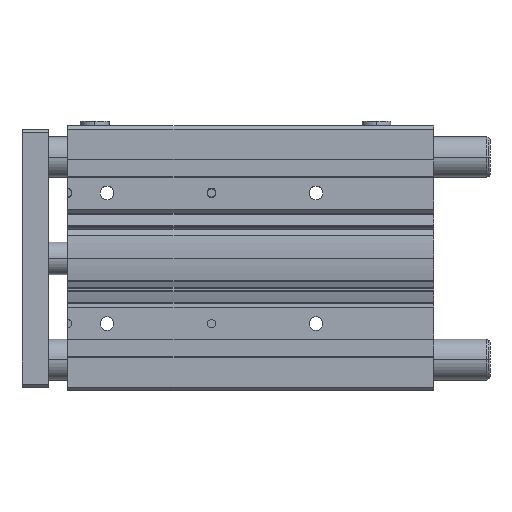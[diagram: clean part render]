
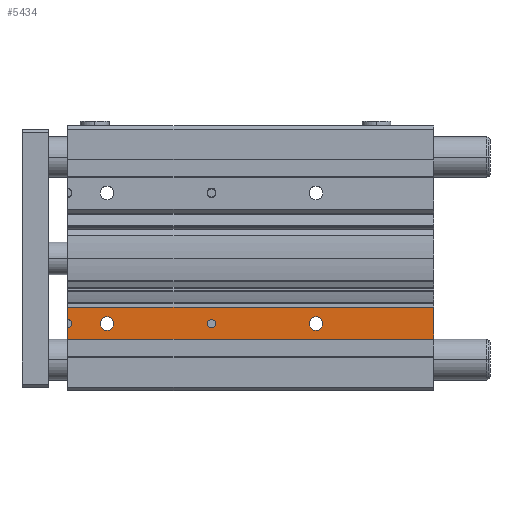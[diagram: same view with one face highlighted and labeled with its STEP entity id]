
A CAD part, top view. The second image highlights one B-rep face of the part: STEP entity #5434.
In plain terms, the highlighted planar face has unit normal (0, 0, 1).
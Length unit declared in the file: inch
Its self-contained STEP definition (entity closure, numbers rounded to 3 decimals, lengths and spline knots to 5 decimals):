
#91 = DIRECTION ( 'NONE',  ( 1., 0., 0. ) ) ;
#167 = CARTESIAN_POINT ( 'NONE',  ( 1.10976, -1.5748, 1.53543 ) ) ;
#425 = DIRECTION ( 'NONE',  ( 1., 0., 0. ) ) ;
#603 = VERTEX_POINT ( 'NONE', #7767 ) ;
#786 = LINE ( 'NONE', #12967, #11544 ) ;
#802 = AXIS2_PLACEMENT_3D ( 'NONE', #13002, #13140, #5277 ) ;
#821 = LINE ( 'NONE', #9739, #5964 ) ;
#1189 = ORIENTED_EDGE ( 'NONE', *, *, #10232, .T. ) ;
#1237 = CARTESIAN_POINT ( 'NONE',  ( 8.8189, -1.18169, 1.53543 ) ) ;
#1319 = DIRECTION ( 'NONE',  ( 0., -1., 0. ) ) ;
#1344 = VERTEX_POINT ( 'NONE', #1427 ) ;
#1408 = EDGE_CURVE ( 'NONE', #2173, #1344, #4905, .T. ) ;
#1427 = CARTESIAN_POINT ( 'NONE',  ( 0., -1.18169, 1.53543 ) ) ;
#1498 = ORIENTED_EDGE ( 'NONE', *, *, #6925, .F. ) ;
#1499 = VERTEX_POINT ( 'NONE', #1616 ) ;
#1616 = CARTESIAN_POINT ( 'NONE',  ( 3.36614, -1.5748, 1.53543 ) ) ;
#1658 = VERTEX_POINT ( 'NONE', #4426 ) ;
#1697 = EDGE_LOOP ( 'NONE', ( #2640, #1498, #5425, #1189, #12469, #5584, #3058 ) ) ;
#1741 = AXIS2_PLACEMENT_3D ( 'NONE', #4498, #9987, #12254 ) ;
#2054 = VERTEX_POINT ( 'NONE', #167 ) ;
#2173 = VERTEX_POINT ( 'NONE', #8199 ) ;
#2436 = CIRCLE ( 'NONE', #802, 0.16488 ) ;
#2578 = LINE ( 'NONE', #4837, #13576 ) ;
#2640 = ORIENTED_EDGE ( 'NONE', *, *, #9719, .T. ) ;
#2785 = ORIENTED_EDGE ( 'NONE', *, *, #6876, .F. ) ;
#3058 = ORIENTED_EDGE ( 'NONE', *, *, #1408, .T. ) ;
#3093 = CARTESIAN_POINT ( 'NONE',  ( 6.14913, -1.5748, 1.53543 ) ) ;
#3159 = AXIS2_PLACEMENT_3D ( 'NONE', #1237, #13358, #1319 ) ;
#3171 = AXIS2_PLACEMENT_3D ( 'NONE', #9214, #8399, #3719 ) ;
#3391 = CIRCLE ( 'NONE', #13406, 0.16488 ) ;
#3580 = DIRECTION ( 'NONE',  ( 0., 0., 1. ) ) ;
#3719 = DIRECTION ( 'NONE',  ( 1., 0., 0. ) ) ;
#3722 = EDGE_CURVE ( 'NONE', #13879, #2054, #7262, .T. ) ;
#3793 = DIRECTION ( 'NONE',  ( -1., 0., 0. ) ) ;
#3838 = VECTOR ( 'NONE', #3793, 39.37008 ) ;
#4098 = DIRECTION ( 'NONE',  ( 0., 0., 1. ) ) ;
#4175 = EDGE_CURVE ( 'NONE', #2054, #13879, #3391, .T. ) ;
#4423 = VERTEX_POINT ( 'NONE', #7665 ) ;
#4426 = CARTESIAN_POINT ( 'NONE',  ( 3.56299, -1.5748, 1.53543 ) ) ;
#4459 = FACE_BOUND ( 'NONE', #12453, .T. ) ;
#4498 = CARTESIAN_POINT ( 'NONE',  ( 3.46457, -1.5748, 1.53543 ) ) ;
#4784 = EDGE_CURVE ( 'NONE', #9036, #603, #2436, .T. ) ;
#4837 = CARTESIAN_POINT ( 'NONE',  ( 8.8189, -1.94882, 1.53543 ) ) ;
#4905 = LINE ( 'NONE', #9360, #3838 ) ;
#5277 = DIRECTION ( 'NONE',  ( 1., 0., 0. ) ) ;
#5425 = ORIENTED_EDGE ( 'NONE', *, *, #9330, .F. ) ;
#5434 = ADVANCED_FACE ( 'NONE', ( #7892, #10076, #4459, #11255 ), #8920, .F. ) ;
#5543 = CARTESIAN_POINT ( 'NONE',  ( 0., -1.5748, 1.53543 ) ) ;
#5584 = ORIENTED_EDGE ( 'NONE', *, *, #12463, .F. ) ;
#5860 = DIRECTION ( 'NONE',  ( 0., -1., 0. ) ) ;
#5964 = VECTOR ( 'NONE', #14177, 39.37008 ) ;
#6032 = CARTESIAN_POINT ( 'NONE',  ( 0.78, -1.5748, 1.53543 ) ) ;
#6173 = CIRCLE ( 'NONE', #8044, 0.09843 ) ;
#6341 = CIRCLE ( 'NONE', #7264, 0.09843 ) ;
#6439 = DIRECTION ( 'NONE',  ( 1., 0., 0. ) ) ;
#6876 = EDGE_CURVE ( 'NONE', #1499, #1658, #13843, .T. ) ;
#6925 = EDGE_CURVE ( 'NONE', #4423, #7307, #6173, .T. ) ;
#7023 = LINE ( 'NONE', #11471, #11632 ) ;
#7262 = CIRCLE ( 'NONE', #10996, 0.16488 ) ;
#7264 = AXIS2_PLACEMENT_3D ( 'NONE', #8626, #4098, #6439 ) ;
#7307 = VERTEX_POINT ( 'NONE', #13248 ) ;
#7665 = CARTESIAN_POINT ( 'NONE',  ( 0.09843, -1.5748, 1.53543 ) ) ;
#7767 = CARTESIAN_POINT ( 'NONE',  ( 5.81937, -1.5748, 1.53543 ) ) ;
#7892 = FACE_BOUND ( 'NONE', #8669, .T. ) ;
#8000 = EDGE_CURVE ( 'NONE', #12151, #11476, #2578, .T. ) ;
#8044 = AXIS2_PLACEMENT_3D ( 'NONE', #5543, #12173, #8679 ) ;
#8191 = DIRECTION ( 'NONE',  ( -1., 0., 0. ) ) ;
#8199 = CARTESIAN_POINT ( 'NONE',  ( 8.8189, -1.18169, 1.53543 ) ) ;
#8241 = VERTEX_POINT ( 'NONE', #13483 ) ;
#8399 = DIRECTION ( 'NONE',  ( 0., 0., 1. ) ) ;
#8601 = ORIENTED_EDGE ( 'NONE', *, *, #3722, .F. ) ;
#8626 = CARTESIAN_POINT ( 'NONE',  ( 0., -1.5748, 1.53543 ) ) ;
#8669 = EDGE_LOOP ( 'NONE', ( #12957, #2785 ) ) ;
#8679 = DIRECTION ( 'NONE',  ( 1., 0., 0. ) ) ;
#8750 = ORIENTED_EDGE ( 'NONE', *, *, #4175, .F. ) ;
#8920 = PLANE ( 'NONE',  #3159 ) ;
#9036 = VERTEX_POINT ( 'NONE', #3093 ) ;
#9214 = CARTESIAN_POINT ( 'NONE',  ( 3.46457, -1.5748, 1.53543 ) ) ;
#9288 = CARTESIAN_POINT ( 'NONE',  ( 0.94488, -1.5748, 1.53543 ) ) ;
#9313 = CIRCLE ( 'NONE', #10477, 0.16488 ) ;
#9330 = EDGE_CURVE ( 'NONE', #8241, #4423, #6341, .T. ) ;
#9360 = CARTESIAN_POINT ( 'NONE',  ( 8.8189, -1.18169, 1.53543 ) ) ;
#9422 = DIRECTION ( 'NONE',  ( 1., 0., 0. ) ) ;
#9719 = EDGE_CURVE ( 'NONE', #1344, #7307, #786, .T. ) ;
#9739 = CARTESIAN_POINT ( 'NONE',  ( 0., -1.18169, 1.53543 ) ) ;
#9879 = EDGE_LOOP ( 'NONE', ( #8750, #8601 ) ) ;
#9987 = DIRECTION ( 'NONE',  ( 0., 0., 1. ) ) ;
#10076 = FACE_OUTER_BOUND ( 'NONE', #1697, .T. ) ;
#10077 = CARTESIAN_POINT ( 'NONE',  ( 0., -1.94882, 1.53543 ) ) ;
#10232 = EDGE_CURVE ( 'NONE', #8241, #11476, #821, .T. ) ;
#10383 = CARTESIAN_POINT ( 'NONE',  ( 0.94488, -1.5748, 1.53543 ) ) ;
#10477 = AXIS2_PLACEMENT_3D ( 'NONE', #12556, #13642, #425 ) ;
#10655 = DIRECTION ( 'NONE',  ( 0., -1., 0. ) ) ;
#10670 = CIRCLE ( 'NONE', #3171, 0.09843 ) ;
#10975 = CARTESIAN_POINT ( 'NONE',  ( 8.8189, -1.94882, 1.53543 ) ) ;
#10996 = AXIS2_PLACEMENT_3D ( 'NONE', #10383, #13523, #91 ) ;
#11255 = FACE_BOUND ( 'NONE', #9879, .T. ) ;
#11471 = CARTESIAN_POINT ( 'NONE',  ( 8.8189, -1.18169, 1.53543 ) ) ;
#11476 = VERTEX_POINT ( 'NONE', #10077 ) ;
#11544 = VECTOR ( 'NONE', #10655, 39.37008 ) ;
#11632 = VECTOR ( 'NONE', #5860, 39.37008 ) ;
#11659 = EDGE_CURVE ( 'NONE', #1658, #1499, #10670, .T. ) ;
#12151 = VERTEX_POINT ( 'NONE', #10975 ) ;
#12173 = DIRECTION ( 'NONE',  ( 0., 0., 1. ) ) ;
#12254 = DIRECTION ( 'NONE',  ( 1., 0., 0. ) ) ;
#12453 = EDGE_LOOP ( 'NONE', ( #12824, #12559 ) ) ;
#12463 = EDGE_CURVE ( 'NONE', #2173, #12151, #7023, .T. ) ;
#12469 = ORIENTED_EDGE ( 'NONE', *, *, #8000, .F. ) ;
#12556 = CARTESIAN_POINT ( 'NONE',  ( 5.98425, -1.5748, 1.53543 ) ) ;
#12559 = ORIENTED_EDGE ( 'NONE', *, *, #12840, .F. ) ;
#12824 = ORIENTED_EDGE ( 'NONE', *, *, #4784, .F. ) ;
#12840 = EDGE_CURVE ( 'NONE', #603, #9036, #9313, .T. ) ;
#12957 = ORIENTED_EDGE ( 'NONE', *, *, #11659, .F. ) ;
#12967 = CARTESIAN_POINT ( 'NONE',  ( 0., -1.18169, 1.53543 ) ) ;
#13002 = CARTESIAN_POINT ( 'NONE',  ( 5.98425, -1.5748, 1.53543 ) ) ;
#13140 = DIRECTION ( 'NONE',  ( 0., 0., 1. ) ) ;
#13248 = CARTESIAN_POINT ( 'NONE',  ( 0., -1.47638, 1.53543 ) ) ;
#13358 = DIRECTION ( 'NONE',  ( 0., 0., -1. ) ) ;
#13406 = AXIS2_PLACEMENT_3D ( 'NONE', #9288, #3580, #9422 ) ;
#13483 = CARTESIAN_POINT ( 'NONE',  ( 0., -1.67323, 1.53543 ) ) ;
#13523 = DIRECTION ( 'NONE',  ( 0., 0., 1. ) ) ;
#13576 = VECTOR ( 'NONE', #8191, 39.37008 ) ;
#13642 = DIRECTION ( 'NONE',  ( 0., 0., 1. ) ) ;
#13843 = CIRCLE ( 'NONE', #1741, 0.09843 ) ;
#13879 = VERTEX_POINT ( 'NONE', #6032 ) ;
#14177 = DIRECTION ( 'NONE',  ( 0., -1., 0. ) ) ;
